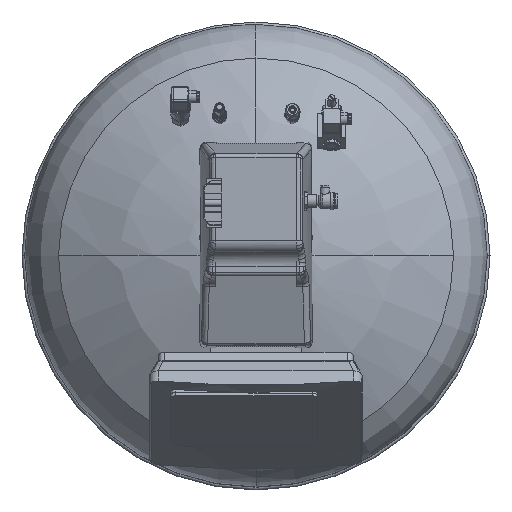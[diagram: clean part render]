
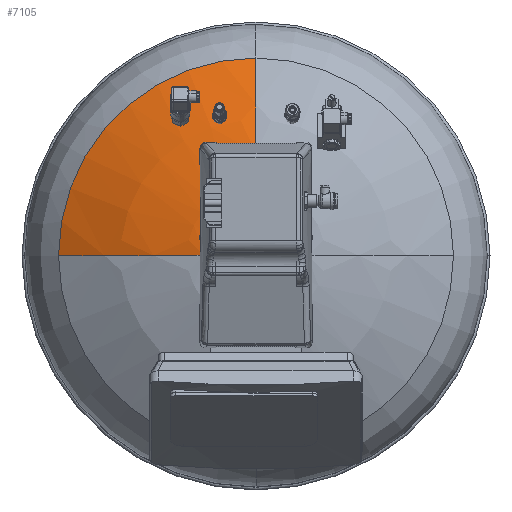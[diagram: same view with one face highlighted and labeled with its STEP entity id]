
A CAD part, top view. The second image highlights one B-rep face of the part: STEP entity #7105.
In plain terms, the highlighted spherical face has radius 594 mm.
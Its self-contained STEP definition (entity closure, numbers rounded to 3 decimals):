
#7022=AXIS2_PLACEMENT_3D('Circle Axis2P3D',#7020,#7021,$) ;
#7081=AXIS2_PLACEMENT_3D('Circle Axis2P3D',#7079,#7080,$) ;
#7093=AXIS2_PLACEMENT_3D('Sphere Axis2P3D',#7090,#7091,#7092) ;
#7097=AXIS2_PLACEMENT_3D('Circle Axis2P3D',#7095,#7096,$) ;
#7017=CARTESIAN_POINT('Vertex',(-315.931,0.,1139.014)) ;
#7020=CARTESIAN_POINT('Axis2P3D Location',(0.,0.,1139.014)) ;
#7024=CARTESIAN_POINT('Vertex',(0.,315.931,1139.014)) ;
#7076=CARTESIAN_POINT('Vertex',(0.,0.,1230.)) ;
#7079=CARTESIAN_POINT('Axis2P3D Location',(0.,0.,636.)) ;
#7090=CARTESIAN_POINT('Axis2P3D Location',(0.,0.,636.)) ;
#7095=CARTESIAN_POINT('Axis2P3D Location',(0.,0.,636.)) ;
#7021=DIRECTION('Axis2P3D Direction',(0.,-0.,-1.)) ;
#7080=DIRECTION('Axis2P3D Direction',(0.,1.,-0.)) ;
#7091=DIRECTION('Axis2P3D Direction',(0.,0.,1.)) ;
#7092=DIRECTION('Axis2P3D XDirection',(0.,1.,0.)) ;
#7096=DIRECTION('Axis2P3D Direction',(1.,0.,0.)) ;
#7101=ORIENTED_EDGE('',*,*,#7099,.F.) ;
#7102=ORIENTED_EDGE('',*,*,#7026,.F.) ;
#7103=ORIENTED_EDGE('',*,*,#7083,.F.) ;
#7105=ADVANCED_FACE('373',(#7104),#7094,.T.) ;
#7023=CIRCLE('generated circle',#7022,315.931) ;
#7082=CIRCLE('generated circle',#7081,594.) ;
#7098=CIRCLE('generated circle',#7097,594.) ;
#7026=EDGE_CURVE('',#7018,#7025,#7023,.T.) ;
#7083=EDGE_CURVE('',#7077,#7018,#7082,.F.) ;
#7099=EDGE_CURVE('',#7025,#7077,#7098,.T.) ;
#7100=EDGE_LOOP('',(#7101,#7102,#7103)) ;
#7104=FACE_OUTER_BOUND('',#7100,.T.) ;
#7094=SPHERICAL_SURFACE('',#7093,594.) ;
#7018=VERTEX_POINT('',#7017) ;
#7025=VERTEX_POINT('',#7024) ;
#7077=VERTEX_POINT('',#7076) ;
